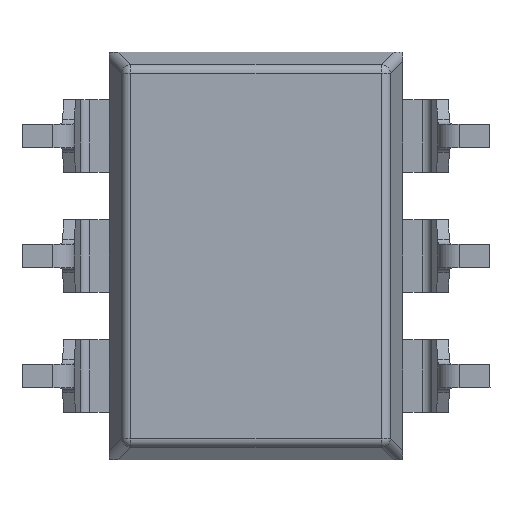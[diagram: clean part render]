
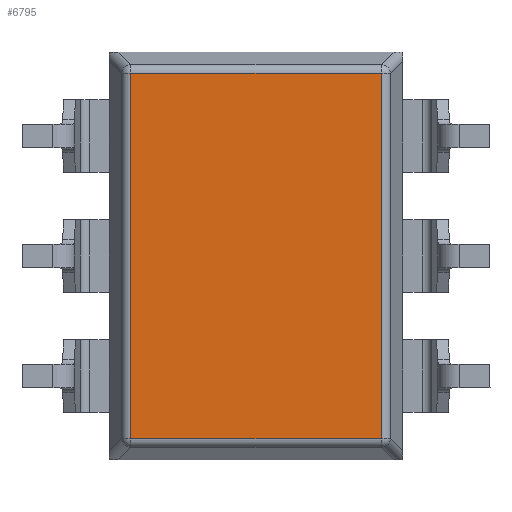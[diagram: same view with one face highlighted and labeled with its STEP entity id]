
A CAD part, front view. The second image highlights one B-rep face of the part: STEP entity #6795.
In plain terms, the highlighted planar face has unit normal (0, -1, 0).
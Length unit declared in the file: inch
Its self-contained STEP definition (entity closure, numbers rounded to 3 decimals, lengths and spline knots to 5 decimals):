
#250 = VECTOR ( 'NONE', #7382, 39.37008 ) ;
#576 = LINE ( 'NONE', #10997, #4388 ) ;
#1722 = DIRECTION ( 'NONE',  ( 0., 0., -1. ) ) ;
#2097 = FACE_OUTER_BOUND ( 'NONE', #6784, .T. ) ;
#2513 = AXIS2_PLACEMENT_3D ( 'NONE', #10452, #4861, #4150 ) ;
#2929 = CARTESIAN_POINT ( 'NONE',  ( 0.24905, -0.00421, -0.30959 ) ) ;
#3201 = ORIENTED_EDGE ( 'NONE', *, *, #11810, .T. ) ;
#3290 = EDGE_CURVE ( 'NONE', #11609, #6432, #8306, .T. ) ;
#3387 = EDGE_CURVE ( 'NONE', #11510, #3604, #7559, .T. ) ;
#3604 = VERTEX_POINT ( 'NONE', #2929 ) ;
#3671 = LINE ( 'NONE', #11170, #11552 ) ;
#3728 = CARTESIAN_POINT ( 'NONE',  ( 0.45781, -0.00421, -0.00556 ) ) ;
#3902 = ORIENTED_EDGE ( 'NONE', *, *, #3387, .F. ) ;
#4150 = DIRECTION ( 'NONE',  ( 0., 0., 1. ) ) ;
#4388 = VECTOR ( 'NONE', #1722, 39.37008 ) ;
#4861 = DIRECTION ( 'NONE',  ( 0., 1., 0. ) ) ;
#4911 = CARTESIAN_POINT ( 'NONE',  ( 0.45781, -0.00421, -0.00556 ) ) ;
#6417 = DIRECTION ( 'NONE',  ( 0., 0., 1. ) ) ;
#6432 = VERTEX_POINT ( 'NONE', #10288 ) ;
#6437 = VECTOR ( 'NONE', #8661, 39.37008 ) ;
#6778 = CARTESIAN_POINT ( 'NONE',  ( 0.45781, -0.00421, -0.30959 ) ) ;
#6784 = EDGE_LOOP ( 'NONE', ( #10589, #3902, #3201, #7702 ) ) ;
#6795 = ADVANCED_FACE ( 'NONE', ( #2097 ), #11476, .F. ) ;
#6920 = CARTESIAN_POINT ( 'NONE',  ( 0.45781, -0.00421, -0.30959 ) ) ;
#7382 = DIRECTION ( 'NONE',  ( -1., 0., 0. ) ) ;
#7559 = LINE ( 'NONE', #6778, #6437 ) ;
#7702 = ORIENTED_EDGE ( 'NONE', *, *, #3290, .T. ) ;
#8306 = LINE ( 'NONE', #3728, #250 ) ;
#8661 = DIRECTION ( 'NONE',  ( -1., 0., 0. ) ) ;
#10288 = CARTESIAN_POINT ( 'NONE',  ( 0.24905, -0.00421, -0.00556 ) ) ;
#10452 = CARTESIAN_POINT ( 'NONE',  ( 0.24612, -0.00421, -0.40758 ) ) ;
#10589 = ORIENTED_EDGE ( 'NONE', *, *, #11690, .T. ) ;
#10997 = CARTESIAN_POINT ( 'NONE',  ( 0.24905, -0.00421, -0.00556 ) ) ;
#11170 = CARTESIAN_POINT ( 'NONE',  ( 0.45781, -0.00421, -0.20959 ) ) ;
#11476 = PLANE ( 'NONE',  #2513 ) ;
#11510 = VERTEX_POINT ( 'NONE', #6920 ) ;
#11552 = VECTOR ( 'NONE', #6417, 39.37008 ) ;
#11609 = VERTEX_POINT ( 'NONE', #4911 ) ;
#11690 = EDGE_CURVE ( 'NONE', #6432, #3604, #576, .T. ) ;
#11810 = EDGE_CURVE ( 'NONE', #11510, #11609, #3671, .T. ) ;
